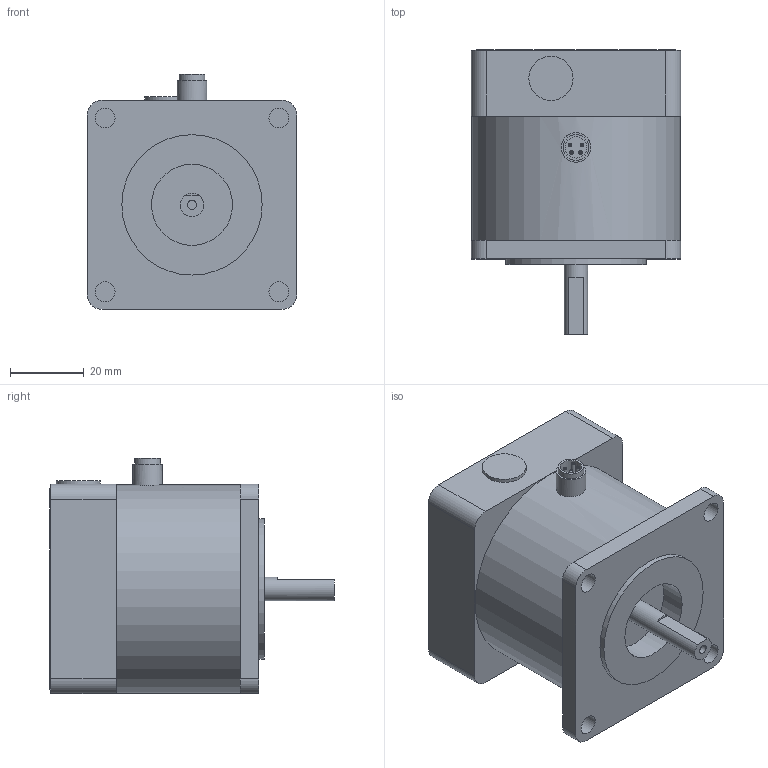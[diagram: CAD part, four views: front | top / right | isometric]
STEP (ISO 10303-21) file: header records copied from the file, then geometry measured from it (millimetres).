
FILE_DESCRIPTION(/* description */ ('Unknown','CAx-IF Rec.Pracs.---Representation and Presentation of Product Manufacturing Information (PMI)---4.0---2014-10-13','CAx-IF Rec.Pracs.---3D Tessellated Geometry---0.4---2014-09-14','2;1'),/* implementation_level */ '2;1');
FILE_NAME(/* name */ 'MAB 23X-03',/* time_stamp */ '2022-07-19T10:42:10+02:00',/* author */ ('Unknown'),/* organization */ ('Unknown'),/* preprocessor_version */ 'ST-DEVELOPER v16.7',/* originating_system */ 'Solid Edge',/* authorisation */ 'Unknown');
FILE_SCHEMA (('AP242_MANAGED_MODEL_BASED_3D_ENGINEERING_MIM_LF { 1 0 10303 442 1 1 4 }'));
Length unit declared in the file: millimetre
Products named in the file (1): MAB 23X-03
Bounding box: 56.8 x 77.3 x 63.8 mm (x, y, z)
Volume: 153069.1 mm3; surface area: 22264 mm2
Topology: 1 solids, 2 shells, 84 faces, 178 edges, 121 vertices
Faces by surface type: plane 42, cylinder 36, torus 6
Full cylindrical faces by diameter (mm): 1 x4, 2.459 x1, 4.134 x4, 5.4 x4, 5.8 x1, 6.35 x2, 7 x1, 8 x1, 10 x1, 12 x1, 22 x1, 23.9 x1, 38.1 x2, 56.6 x1
Entity records: 2662 total; most frequent: DIRECTION 382, CARTESIAN_POINT 347, ORIENTED_EDGE 268, AXIS2_PLACEMENT_3D 165, EDGE_LOOP 146, FACE_BOUND 146, EDGE_CURVE 134, VERTEX_POINT 108
